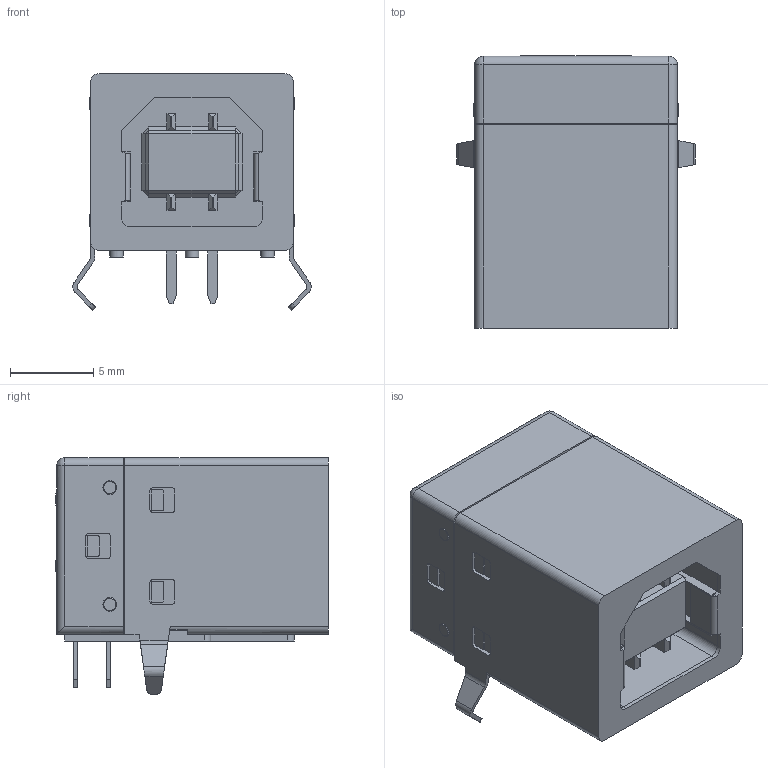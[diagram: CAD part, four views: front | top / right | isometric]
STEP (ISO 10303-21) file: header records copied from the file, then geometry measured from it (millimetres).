
FILE_DESCRIPTION (( 'STEP AP214' ), '1' );
FILE_NAME ('USB-B-TH_USB-B10-BRW.step', '2022-07-15T09:05:11', ( '' ), ( '' ), 'SwSTEP 2.0', 'SolidWorks 2020', '' );
FILE_SCHEMA (( 'AUTOMOTIVE_DESIGN' ));
Length unit declared in the file: millimetre
Products named in the file (1): USB-B-TH_USB-B10-BRW
Bounding box: 14.29 x 16.35 x 14.2 mm (x, y, z)
Volume: 1717.2 mm3; surface area: 2895 mm2
Topology: 19 solids, 19 shells, 691 faces, 1824 edges, 1198 vertices
Faces by surface type: plane 475, bspline 112, cylinder 90, torus 12, sphere 2
Entity records: 29530 total; most frequent: CARTESIAN_POINT 5924, ORIENTED_EDGE 3644, DIRECTION 2898, EDGE_CURVE 1822, VECTOR 1378, LINE 1378, VERTEX_POINT 1198, AXIS2_PLACEMENT_3D 760
